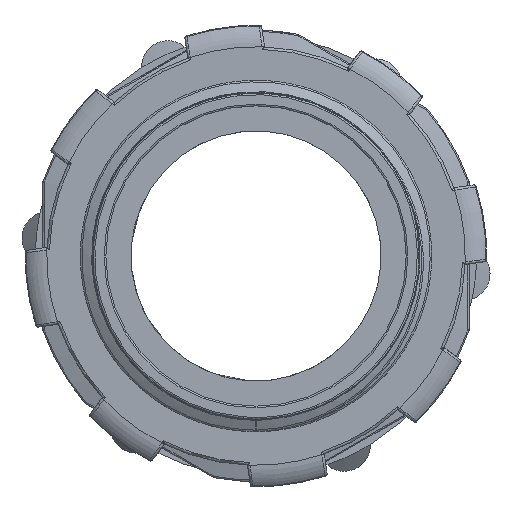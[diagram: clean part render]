
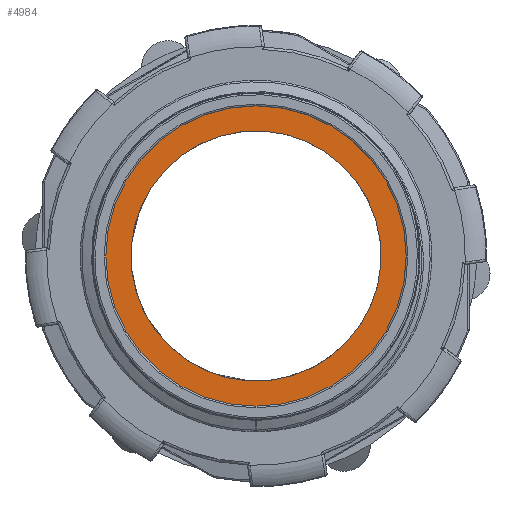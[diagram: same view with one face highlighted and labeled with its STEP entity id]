
A CAD part, front view. The second image highlights one B-rep face of the part: STEP entity #4984.
In plain terms, the highlighted planar face has unit normal (0, -1, 0).
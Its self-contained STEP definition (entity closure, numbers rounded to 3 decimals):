
#226=FACE_BOUND('',#618,.T.);
#237=PLANE('',#5350);
#283=FACE_OUTER_BOUND('',#617,.T.);
#617=EDGE_LOOP('',(#3090));
#618=EDGE_LOOP('',(#3091));
#958=CIRCLE('',#5351,17.4);
#959=CIRCLE('',#5352,14.5);
#1881=VERTEX_POINT('',#7566);
#1882=VERTEX_POINT('',#7568);
#2323=EDGE_CURVE('',#1881,#1881,#958,.T.);
#2324=EDGE_CURVE('',#1882,#1882,#959,.T.);
#3090=ORIENTED_EDGE('',*,*,#2323,.F.);
#3091=ORIENTED_EDGE('',*,*,#2324,.T.);
#4984=ADVANCED_FACE('',(#283,#226),#237,.F.);
#5350=AXIS2_PLACEMENT_3D('',#7565,#5933,#5934);
#5351=AXIS2_PLACEMENT_3D('',#7567,#5935,#5936);
#5352=AXIS2_PLACEMENT_3D('',#7569,#5937,#5938);
#5933=DIRECTION('center_axis',(0.,1.,0.));
#5934=DIRECTION('ref_axis',(0.,0.,1.));
#5935=DIRECTION('center_axis',(0.,1.,0.));
#5936=DIRECTION('ref_axis',(1.,0.,0.));
#5937=DIRECTION('center_axis',(0.,1.,0.));
#5938=DIRECTION('ref_axis',(1.,0.,0.));
#7565=CARTESIAN_POINT('Origin',(0.,14.7,0.));
#7566=CARTESIAN_POINT('',(17.4,14.7,0.));
#7567=CARTESIAN_POINT('Origin',(0.,14.7,0.));
#7568=CARTESIAN_POINT('',(-7.978,14.7,-12.108));
#7569=CARTESIAN_POINT('Origin',(0.,14.7,0.));
